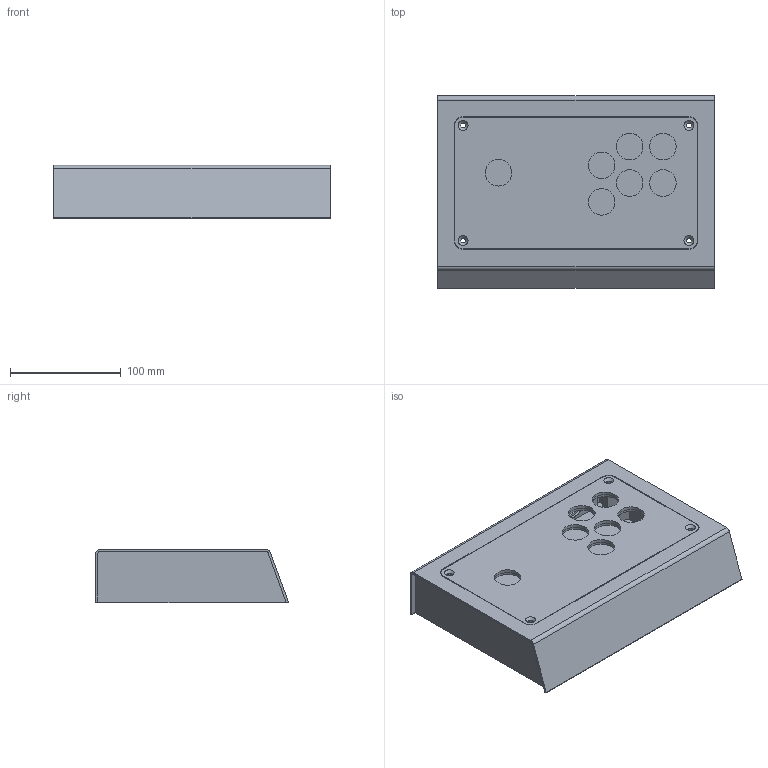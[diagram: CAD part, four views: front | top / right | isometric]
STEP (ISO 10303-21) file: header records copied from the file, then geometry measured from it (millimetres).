
FILE_DESCRIPTION(/* description */ (''),/* implementation_level */ '2;1');
FILE_NAME(/* name */ 'OSASTRO.step',/* time_stamp */ '2025-05-18T10:24:37-04:00',/* author */ (''),/* organization */ (''),/* preprocessor_version */ 'ST-DEVELOPER v20.1',/* originating_system */ 'Autodesk Translation Framework v14.4.0.0',/* authorisation */ '');
FILE_SCHEMA (('AUTOMOTIVE_DESIGN { 1 0 10303 214 3 1 1 }'));
Length unit declared in the file: millimetre
Products named in the file (1): OSASTRO
Bounding box: 250 x 174.05 x 48 mm (x, y, z)
Volume: 629885.6 mm3; surface area: 296101.2 mm2
Topology: 7 solids, 7 shells, 223 faces, 561 edges, 364 vertices
Faces by surface type: plane 106, cylinder 77, cone 40
Full cylindrical faces by diameter (mm): 3.1 x2, 3.5 x4, 4.5 x16, 10 x2, 24 x2, 24.05 x17, 30 x1, 30.5 x4, 50 x1
Entity records: 6909 total; most frequent: DIRECTION 1215, CARTESIAN_POINT 1167, ORIENTED_EDGE 1122, EDGE_CURVE 561, AXIS2_PLACEMENT_3D 436, VERTEX_POINT 364, LINE 343, VECTOR 343
